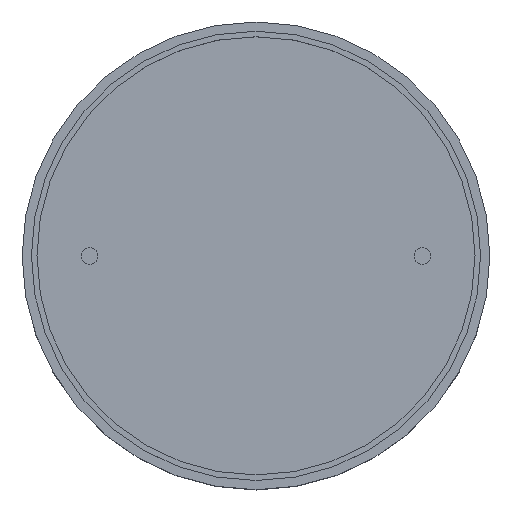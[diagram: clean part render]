
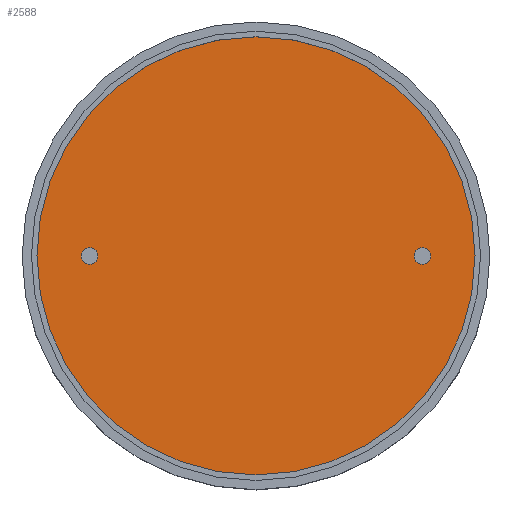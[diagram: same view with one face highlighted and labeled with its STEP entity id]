
A CAD part, top view. The second image highlights one B-rep face of the part: STEP entity #2588.
In plain terms, the highlighted planar face has unit normal (0, 0, 1).
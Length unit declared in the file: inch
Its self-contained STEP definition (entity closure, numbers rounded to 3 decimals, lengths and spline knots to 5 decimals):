
#142=CARTESIAN_POINT('',(-0.79,0.,0.45));
#143=VERTEX_POINT('',#142);
#152=CARTESIAN_POINT('',(0.79,0.,0.45));
#153=VERTEX_POINT('',#152);
#154=CARTESIAN_POINT('',(0.0,0.0,0.45));
#155=DIRECTION('',(0.0,0.0,1.0));
#156=DIRECTION('',(-1.0,0.0,0.0));
#157=AXIS2_PLACEMENT_3D('',#154,#155,#156);
#158=CIRCLE('',#157,0.79);
#159=EDGE_CURVE('',#153,#143,#158,.T.);
#184=CARTESIAN_POINT('',(-0.63,0.,0.45));
#185=VERTEX_POINT('',#184);
#194=CARTESIAN_POINT('',(-0.57,0.,0.45));
#195=VERTEX_POINT('',#194);
#196=CARTESIAN_POINT('',(-0.6,0.,0.45));
#197=DIRECTION('',(0.0,0.0,-1.0));
#198=DIRECTION('',(-1.0,0.0,0.0));
#199=AXIS2_PLACEMENT_3D('',#196,#197,#198);
#200=CIRCLE('',#199,0.03);
#201=EDGE_CURVE('',#195,#185,#200,.T.);
#247=CARTESIAN_POINT('',(0.63,0.,0.45));
#248=VERTEX_POINT('',#247);
#257=CARTESIAN_POINT('',(0.57,0.,0.45));
#258=VERTEX_POINT('',#257);
#259=CARTESIAN_POINT('',(0.6,0.,0.45));
#260=DIRECTION('',(0.0,0.0,-1.0));
#261=DIRECTION('',(1.0,0.0,0.0));
#262=AXIS2_PLACEMENT_3D('',#259,#260,#261);
#263=CIRCLE('',#262,0.03);
#264=EDGE_CURVE('',#258,#248,#263,.T.);
#2493=CARTESIAN_POINT('',(0.6,0.,0.45));
#2494=DIRECTION('',(0.0,0.0,-1.0));
#2495=DIRECTION('',(1.0,0.0,0.0));
#2496=AXIS2_PLACEMENT_3D('',#2493,#2494,#2495);
#2497=CIRCLE('',#2496,0.03);
#2498=EDGE_CURVE('',#248,#258,#2497,.T.);
#2527=CARTESIAN_POINT('',(-0.6,0.,0.45));
#2528=DIRECTION('',(0.0,0.0,-1.0));
#2529=DIRECTION('',(-1.0,0.0,0.0));
#2530=AXIS2_PLACEMENT_3D('',#2527,#2528,#2529);
#2531=CIRCLE('',#2530,0.03);
#2532=EDGE_CURVE('',#185,#195,#2531,.T.);
#2561=CARTESIAN_POINT('',(0.0,0.0,0.45));
#2562=DIRECTION('',(0.0,0.0,1.0));
#2563=DIRECTION('',(-1.0,0.0,0.0));
#2564=AXIS2_PLACEMENT_3D('',#2561,#2562,#2563);
#2565=CIRCLE('',#2564,0.79);
#2566=EDGE_CURVE('',#143,#153,#2565,.T.);
#2571=CARTESIAN_POINT('',(0.0,0.0,0.45));
#2572=DIRECTION('',(0.0,0.0,-1.0));
#2573=DIRECTION('',(-1.0,0.0,0.0));
#2574=AXIS2_PLACEMENT_3D('',#2571,#2572,#2573);
#2575=PLANE('',#2574);
#2576=ORIENTED_EDGE('',*,*,#159,.T.);
#2577=ORIENTED_EDGE('',*,*,#2566,.T.);
#2578=EDGE_LOOP('',(#2576,#2577));
#2579=FACE_OUTER_BOUND('',#2578,.T.);
#2580=ORIENTED_EDGE('',*,*,#264,.T.);
#2581=ORIENTED_EDGE('',*,*,#2498,.T.);
#2582=EDGE_LOOP('',(#2580,#2581));
#2583=FACE_BOUND('',#2582,.T.);
#2584=ORIENTED_EDGE('',*,*,#201,.T.);
#2585=ORIENTED_EDGE('',*,*,#2532,.T.);
#2586=EDGE_LOOP('',(#2584,#2585));
#2587=FACE_BOUND('',#2586,.T.);
#2588=ADVANCED_FACE('',(#2579,#2583,#2587),#2575,.F.);
